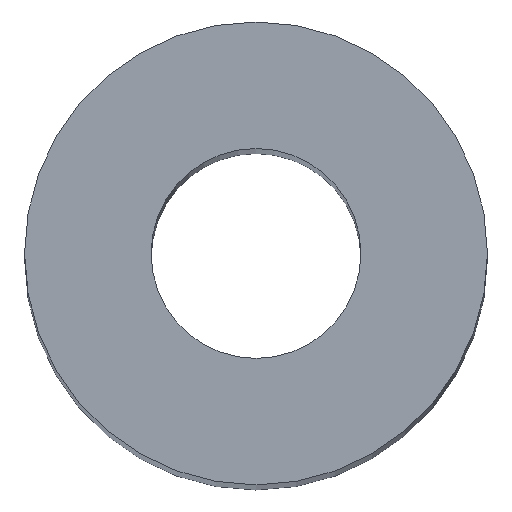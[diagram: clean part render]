
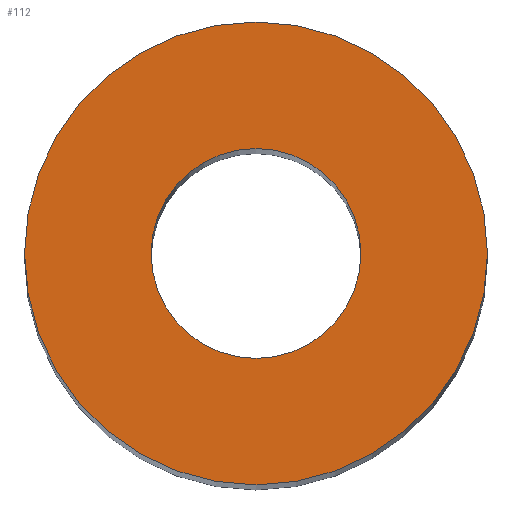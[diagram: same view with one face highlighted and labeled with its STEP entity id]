
A CAD part, top view. The second image highlights one B-rep face of the part: STEP entity #112.
In plain terms, the highlighted planar face has unit normal (0, 0, 1).
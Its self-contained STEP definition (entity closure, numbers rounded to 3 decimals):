
#10 = CARTESIAN_POINT ( 'NONE',  ( 3.4, 0., 95. ) ) ;
#11 = CARTESIAN_POINT ( 'NONE',  ( -3.4, 0., 95. ) ) ;
#21 = EDGE_LOOP ( 'NONE', ( #195, #212 ) ) ;
#29 = DIRECTION ( 'NONE',  ( 0., 0., 1. ) ) ;
#42 = ORIENTED_EDGE ( 'NONE', *, *, #74, .T. ) ;
#43 = DIRECTION ( 'NONE',  ( 0., 0., 1. ) ) ;
#45 = CARTESIAN_POINT ( 'NONE',  ( 0., 0., 95. ) ) ;
#48 = PLANE ( 'NONE',  #88 ) ;
#55 = DIRECTION ( 'NONE',  ( 1., 0., 0. ) ) ;
#70 = EDGE_LOOP ( 'NONE', ( #182, #42 ) ) ;
#71 = CARTESIAN_POINT ( 'NONE',  ( 0., 0., 95. ) ) ;
#72 = VERTEX_POINT ( 'NONE', #11 ) ;
#74 = EDGE_CURVE ( 'NONE', #188, #234, #211, .T. ) ;
#82 = CARTESIAN_POINT ( 'NONE',  ( 0., 0., 95. ) ) ;
#86 = CARTESIAN_POINT ( 'NONE',  ( -7.5, 0., 95. ) ) ;
#88 = AXIS2_PLACEMENT_3D ( 'NONE', #45, #130, #181 ) ;
#90 = AXIS2_PLACEMENT_3D ( 'NONE', #82, #43, #219 ) ;
#98 = EDGE_CURVE ( 'NONE', #234, #188, #123, .T. ) ;
#100 = DIRECTION ( 'NONE',  ( 1., 0., 0. ) ) ;
#102 = CARTESIAN_POINT ( 'NONE',  ( 7.5, 0., 95. ) ) ;
#109 = AXIS2_PLACEMENT_3D ( 'NONE', #243, #111, #100 ) ;
#110 = FACE_OUTER_BOUND ( 'NONE', #70, .T. ) ;
#111 = DIRECTION ( 'NONE',  ( 0., 0., 1. ) ) ;
#112 = ADVANCED_FACE ( 'NONE', ( #136, #110 ), #48, .T. ) ;
#116 = VERTEX_POINT ( 'NONE', #10 ) ;
#122 = EDGE_CURVE ( 'NONE', #116, #72, #149, .T. ) ;
#123 = CIRCLE ( 'NONE', #109, 7.5 ) ;
#130 = DIRECTION ( 'NONE',  ( 0., 0., 1. ) ) ;
#136 = FACE_BOUND ( 'NONE', #21, .T. ) ;
#142 = AXIS2_PLACEMENT_3D ( 'NONE', #71, #164, #55 ) ;
#149 = CIRCLE ( 'NONE', #210, 3.4 ) ;
#154 = DIRECTION ( 'NONE',  ( 1., 0., 0. ) ) ;
#164 = DIRECTION ( 'NONE',  ( 0., 0., 1. ) ) ;
#181 = DIRECTION ( 'NONE',  ( 1., 0., 0. ) ) ;
#182 = ORIENTED_EDGE ( 'NONE', *, *, #98, .T. ) ;
#188 = VERTEX_POINT ( 'NONE', #102 ) ;
#193 = EDGE_CURVE ( 'NONE', #72, #116, #208, .T. ) ;
#195 = ORIENTED_EDGE ( 'NONE', *, *, #122, .F. ) ;
#208 = CIRCLE ( 'NONE', #142, 3.4 ) ;
#210 = AXIS2_PLACEMENT_3D ( 'NONE', #216, #29, #154 ) ;
#211 = CIRCLE ( 'NONE', #90, 7.5 ) ;
#212 = ORIENTED_EDGE ( 'NONE', *, *, #193, .F. ) ;
#216 = CARTESIAN_POINT ( 'NONE',  ( 0., 0., 95. ) ) ;
#219 = DIRECTION ( 'NONE',  ( 1., 0., 0. ) ) ;
#234 = VERTEX_POINT ( 'NONE', #86 ) ;
#243 = CARTESIAN_POINT ( 'NONE',  ( 0., 0., 95. ) ) ;
